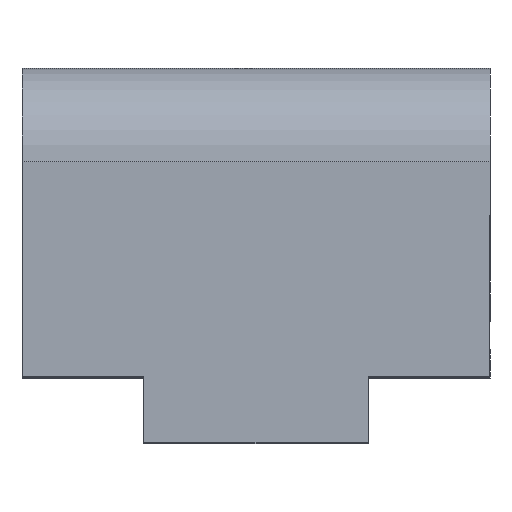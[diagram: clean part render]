
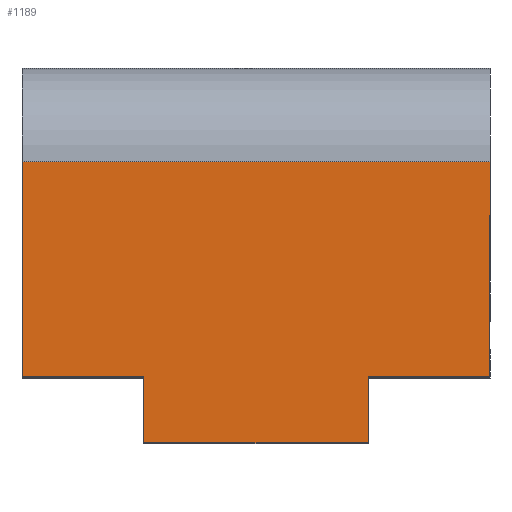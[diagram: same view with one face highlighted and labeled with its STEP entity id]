
A CAD part, top view. The second image highlights one B-rep face of the part: STEP entity #1189.
In plain terms, the highlighted planar face has unit normal (0, 0, 1).
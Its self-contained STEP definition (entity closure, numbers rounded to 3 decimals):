
#63 = EDGE_CURVE ( 'NONE', #1415, #776, #593, .T. ) ;
#76 = EDGE_LOOP ( 'NONE', ( #1185, #200, #1319, #508, #112, #485, #1206, #456 ) ) ;
#80 = DIRECTION ( 'NONE',  ( 0., -1., 0. ) ) ;
#107 = EDGE_CURVE ( 'NONE', #1219, #674, #646, .T. ) ;
#112 = ORIENTED_EDGE ( 'NONE', *, *, #558, .F. ) ;
#131 = DIRECTION ( 'NONE',  ( -1., 0., 0. ) ) ;
#133 = CARTESIAN_POINT ( 'NONE',  ( 3.7, -1.3, 3.75 ) ) ;
#187 = CARTESIAN_POINT ( 'NONE',  ( 1.3, -2., 3.75 ) ) ;
#200 = ORIENTED_EDGE ( 'NONE', *, *, #877, .F. ) ;
#229 = DIRECTION ( 'NONE',  ( -1., 0., 0. ) ) ;
#236 = CARTESIAN_POINT ( 'NONE',  ( 1.3, -1.3, 3.75 ) ) ;
#252 = CARTESIAN_POINT ( 'NONE',  ( 3.7, -2., 3.75 ) ) ;
#253 = CARTESIAN_POINT ( 'NONE',  ( 5., -2., 3.75 ) ) ;
#339 = VECTOR ( 'NONE', #1047, 1000. ) ;
#377 = VERTEX_POINT ( 'NONE', #1177 ) ;
#380 = VECTOR ( 'NONE', #80, 1000. ) ;
#418 = EDGE_CURVE ( 'NONE', #492, #776, #1046, .T. ) ;
#432 = LINE ( 'NONE', #594, #510 ) ;
#456 = ORIENTED_EDGE ( 'NONE', *, *, #63, .T. ) ;
#457 = EDGE_CURVE ( 'NONE', #377, #1219, #1227, .T. ) ;
#468 = VECTOR ( 'NONE', #755, 1000. ) ;
#469 = VERTEX_POINT ( 'NONE', #1429 ) ;
#485 = ORIENTED_EDGE ( 'NONE', *, *, #724, .F. ) ;
#492 = VERTEX_POINT ( 'NONE', #1125 ) ;
#501 = AXIS2_PLACEMENT_3D ( 'NONE', #253, #685, #1231 ) ;
#508 = ORIENTED_EDGE ( 'NONE', *, *, #457, .F. ) ;
#510 = VECTOR ( 'NONE', #808, 1000. ) ;
#519 = VERTEX_POINT ( 'NONE', #544 ) ;
#544 = CARTESIAN_POINT ( 'NONE',  ( 0., 1., 3.75 ) ) ;
#545 = VECTOR ( 'NONE', #229, 1000. ) ;
#558 = EDGE_CURVE ( 'NONE', #469, #377, #1076, .T. ) ;
#580 = EDGE_CURVE ( 'NONE', #519, #1415, #1436, .T. ) ;
#593 = LINE ( 'NONE', #236, #801 ) ;
#594 = CARTESIAN_POINT ( 'NONE',  ( 5., 1., 3.75 ) ) ;
#611 = CARTESIAN_POINT ( 'NONE',  ( 0., 1., 3.75 ) ) ;
#618 = CARTESIAN_POINT ( 'NONE',  ( 0., -1.3, 3.75 ) ) ;
#622 = PLANE ( 'NONE',  #501 ) ;
#646 = LINE ( 'NONE', #252, #380 ) ;
#674 = VERTEX_POINT ( 'NONE', #704 ) ;
#685 = DIRECTION ( 'NONE',  ( 0., 0., -1. ) ) ;
#704 = CARTESIAN_POINT ( 'NONE',  ( 3.7, -2., 3.75 ) ) ;
#710 = FACE_OUTER_BOUND ( 'NONE', #76, .T. ) ;
#724 = EDGE_CURVE ( 'NONE', #519, #469, #432, .T. ) ;
#755 = DIRECTION ( 'NONE',  ( 0., 1., 0. ) ) ;
#758 = LINE ( 'NONE', #998, #545 ) ;
#776 = VERTEX_POINT ( 'NONE', #1217 ) ;
#801 = VECTOR ( 'NONE', #906, 1000. ) ;
#808 = DIRECTION ( 'NONE',  ( 1., 0., 0. ) ) ;
#877 = EDGE_CURVE ( 'NONE', #674, #492, #758, .T. ) ;
#906 = DIRECTION ( 'NONE',  ( 1., 0., 0. ) ) ;
#923 = CARTESIAN_POINT ( 'NONE',  ( 5., 1., 3.75 ) ) ;
#946 = VECTOR ( 'NONE', #131, 1000. ) ;
#964 = DIRECTION ( 'NONE',  ( 0., -1., 0. ) ) ;
#998 = CARTESIAN_POINT ( 'NONE',  ( 5., -2., 3.75 ) ) ;
#1046 = LINE ( 'NONE', #187, #468 ) ;
#1047 = DIRECTION ( 'NONE',  ( 0., -1., 0. ) ) ;
#1076 = LINE ( 'NONE', #923, #1171 ) ;
#1125 = CARTESIAN_POINT ( 'NONE',  ( 1.3, -2., 3.75 ) ) ;
#1171 = VECTOR ( 'NONE', #964, 1000. ) ;
#1177 = CARTESIAN_POINT ( 'NONE',  ( 5., -1.3, 3.75 ) ) ;
#1185 = ORIENTED_EDGE ( 'NONE', *, *, #418, .F. ) ;
#1189 = ADVANCED_FACE ( 'NONE', ( #710 ), #622, .F. ) ;
#1206 = ORIENTED_EDGE ( 'NONE', *, *, #580, .T. ) ;
#1217 = CARTESIAN_POINT ( 'NONE',  ( 1.3, -1.3, 3.75 ) ) ;
#1219 = VERTEX_POINT ( 'NONE', #133 ) ;
#1227 = LINE ( 'NONE', #1361, #946 ) ;
#1231 = DIRECTION ( 'NONE',  ( -1., 0., 0. ) ) ;
#1319 = ORIENTED_EDGE ( 'NONE', *, *, #107, .F. ) ;
#1361 = CARTESIAN_POINT ( 'NONE',  ( 5., -1.3, 3.75 ) ) ;
#1415 = VERTEX_POINT ( 'NONE', #618 ) ;
#1429 = CARTESIAN_POINT ( 'NONE',  ( 5., 1., 3.75 ) ) ;
#1436 = LINE ( 'NONE', #611, #339 ) ;
